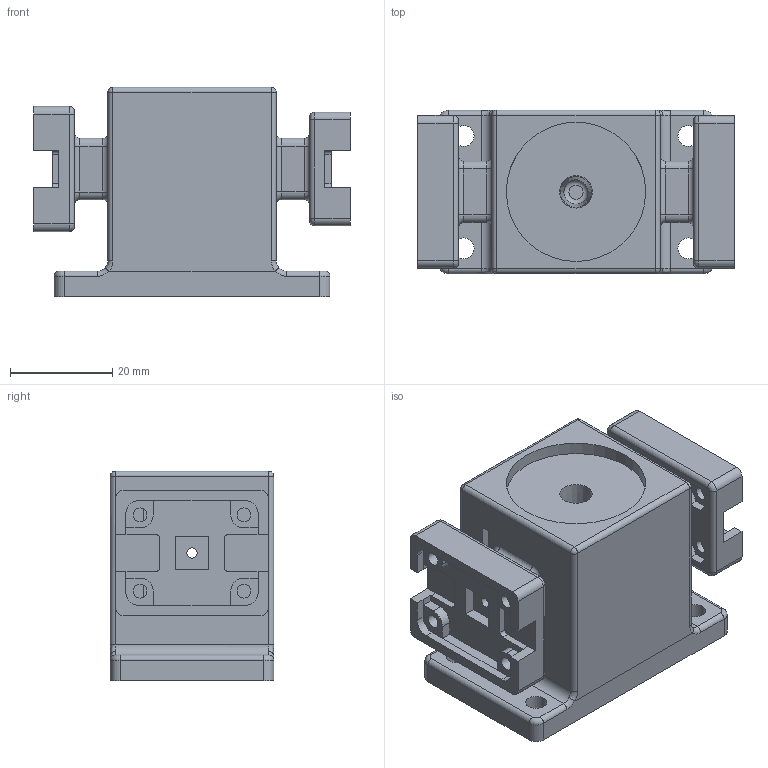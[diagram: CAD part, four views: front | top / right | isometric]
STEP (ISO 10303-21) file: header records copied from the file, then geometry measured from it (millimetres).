
FILE_DESCRIPTION(('FreeCAD Model'),'2;1');
FILE_NAME('Open CASCADE Shape Model','2024-12-27T15:05:55',('Author'),( ''),'Open CASCADE STEP processor 7.6','FreeCAD','Unknown');
FILE_SCHEMA(('AUTOMOTIVE_DESIGN { 1 0 10303 214 1 1 1 1 }'));
Length unit declared in the file: millimetre
Products named in the file (1): TubeHoleGroove
Bounding box: 62 x 32 x 41 mm (x, y, z)
Volume: 49280 mm3; surface area: 16653.8 mm2
Topology: 1 solids, 1 shells, 424 faces, 1095 edges, 692 vertices
Faces by surface type: plane 252, cylinder 129, torus 21, bspline 8, revolution 8, sphere 4, cone 2
Full cylindrical faces by diameter (mm): 2 x3, 2.7 x16, 4.1 x4, 4.755 x1, 27.273 x1
Entity records: 13335 total; most frequent: CARTESIAN_POINT 2823, ORIENTED_EDGE 2182, DIRECTION 2163, EDGE_CURVE 1091, LINE 775, VECTOR 775, VERTEX_POINT 692, AXIS2_PLACEMENT_3D 690
